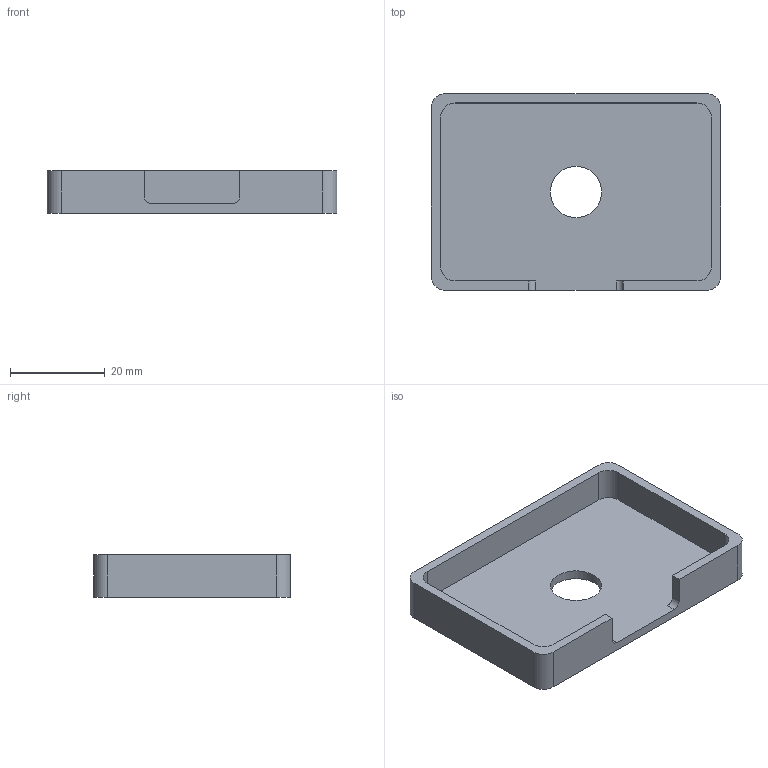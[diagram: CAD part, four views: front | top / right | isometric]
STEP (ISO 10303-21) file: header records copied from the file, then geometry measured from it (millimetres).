
FILE_DESCRIPTION(/* description */ (''),/* implementation_level */ '2;1');
FILE_NAME(/* name */ 'tapa polyformer v1.step',/* time_stamp */ '2023-02-12T08:20:56+01:00',/* author */ (''),/* organization */ (''),/* preprocessor_version */ 'ST-DEVELOPER v19.2',/* originating_system */ 'Autodesk Translation Framework v11.17.0.187',/* authorisation */ '');
FILE_SCHEMA (('AUTOMOTIVE_DESIGN { 1 0 10303 214 3 1 1 }'));
Length unit declared in the file: millimetre
Products named in the file (1): tapa polyformer
Bounding box: 61 x 41.5 x 9 mm (x, y, z)
Volume: 7344.3 mm3; surface area: 7765.1 mm2
Topology: 1 solids, 1 shells, 25 faces, 69 edges, 46 vertices
Faces by surface type: plane 14, cylinder 11
Full cylindrical faces by diameter (mm): 10.8 x1
Entity records: 842 total; most frequent: DIRECTION 143, CARTESIAN_POINT 141, ORIENTED_EDGE 138, EDGE_CURVE 69, AXIS2_PLACEMENT_3D 48, LINE 47, VECTOR 47, VERTEX_POINT 46
